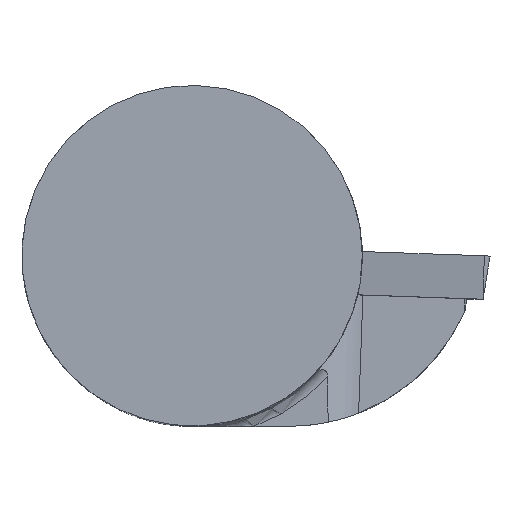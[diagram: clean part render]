
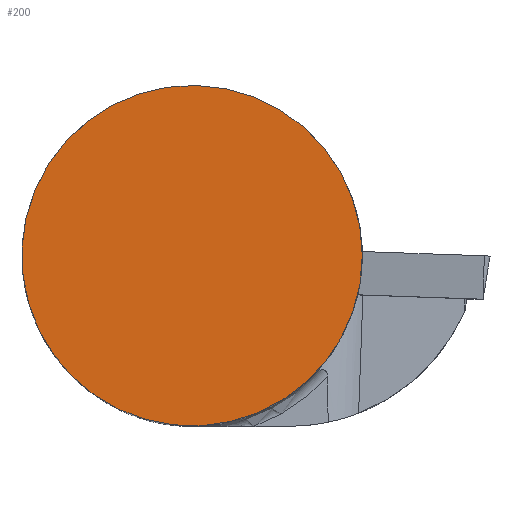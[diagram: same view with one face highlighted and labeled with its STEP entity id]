
A CAD part, top view. The second image highlights one B-rep face of the part: STEP entity #200.
In plain terms, the highlighted planar face has unit normal (0, 0, 1).
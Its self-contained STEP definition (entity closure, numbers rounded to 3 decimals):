
#161=FACE_OUTER_BOUND('',#396,.T.);
#200=ADVANCED_FACE('',(#161),#228,.T.);
#228=PLANE('',#974);
#396=EDGE_LOOP('',(#582));
#582=ORIENTED_EDGE('',*,*,#755,.T.);
#669=VERTEX_POINT('',#1513);
#755=EDGE_CURVE('',#669,#669,#804,.T.);
#804=CIRCLE('',#953,12.5);
#953=AXIS2_PLACEMENT_3D('',#1512,#1143,#1144);
#974=AXIS2_PLACEMENT_3D('',#1560,#1196,#1197);
#1143=DIRECTION('',(0.,0.,1.));
#1144=DIRECTION('',(1.,0.,0.));
#1196=DIRECTION('',(0.,0.,1.));
#1197=DIRECTION('',(1.,0.,0.));
#1512=CARTESIAN_POINT('',(0.,0.,0.));
#1513=CARTESIAN_POINT('',(12.5,0.,0.));
#1560=CARTESIAN_POINT('',(0.,0.,0.));
